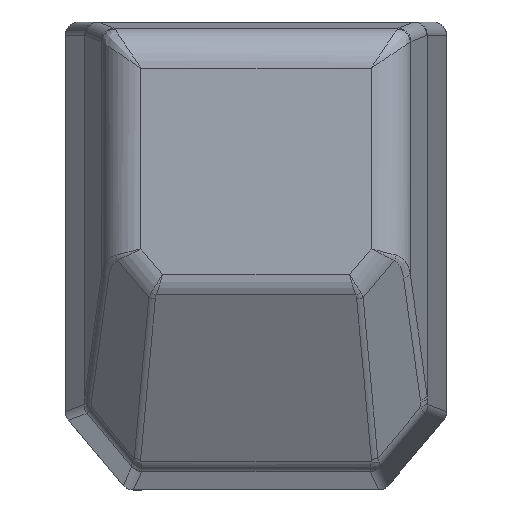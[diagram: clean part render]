
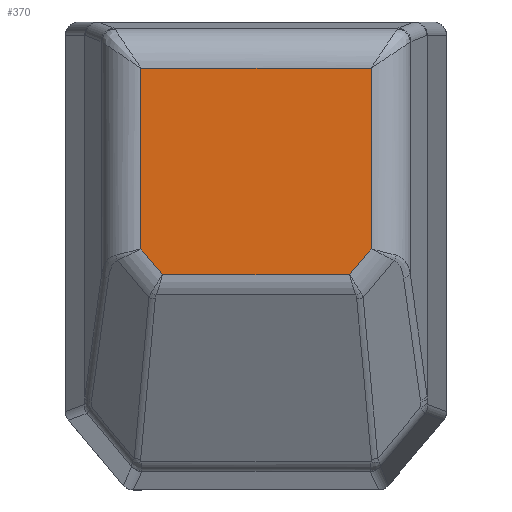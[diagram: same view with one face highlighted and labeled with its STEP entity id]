
A CAD part, left-side view. The second image highlights one B-rep face of the part: STEP entity #370.
In plain terms, the highlighted planar face has unit normal (-1, 0, 0).
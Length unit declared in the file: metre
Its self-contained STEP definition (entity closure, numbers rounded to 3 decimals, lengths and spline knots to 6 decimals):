
#19 = DIRECTION ( 'NONE',  ( 0., 0.643, -0.766 ) ) ;
#22 = VECTOR ( 'NONE', #3360, 1. ) ;
#238 = VECTOR ( 'NONE', #6413, 1. ) ;
#249 = VECTOR ( 'NONE', #5989, 1. ) ;
#286 = VERTEX_POINT ( 'NONE', #2771 ) ;
#323 = EDGE_CURVE ( 'NONE', #286, #4823, #6315, .T. ) ;
#370 = ADVANCED_FACE ( 'NONE', ( #6236 ), #1098, .F. ) ;
#636 = LINE ( 'NONE', #2160, #2549 ) ;
#883 = VECTOR ( 'NONE', #5406, 1. ) ;
#893 = VERTEX_POINT ( 'NONE', #1357 ) ;
#1098 = PLANE ( 'NONE',  #4528 ) ;
#1169 = DIRECTION ( 'NONE',  ( 0., 0.643, 0.766 ) ) ;
#1341 = CARTESIAN_POINT ( 'NONE',  ( -17.55, -0.860349, -0.79526 ) ) ;
#1357 = CARTESIAN_POINT ( 'NONE',  ( -17.55, -0.698414, -2.340168 ) ) ;
#1855 = CARTESIAN_POINT ( 'NONE',  ( -17.55, 0.769658, -2.340168 ) ) ;
#1872 = ORIENTED_EDGE ( 'NONE', *, *, #5878, .F. ) ;
#1942 = LINE ( 'NONE', #1855, #883 ) ;
#1954 = LINE ( 'NONE', #3362, #238 ) ;
#2126 = ORIENTED_EDGE ( 'NONE', *, *, #3533, .F. ) ;
#2160 = CARTESIAN_POINT ( 'NONE',  ( -17.55, 1.018611, -1.958573 ) ) ;
#2203 = VERTEX_POINT ( 'NONE', #5466 ) ;
#2429 = LINE ( 'NONE', #6467, #3758 ) ;
#2515 = ORIENTED_EDGE ( 'NONE', *, *, #4081, .F. ) ;
#2549 = VECTOR ( 'NONE', #1169, 1. ) ;
#2576 = ORIENTED_EDGE ( 'NONE', *, *, #6468, .F. ) ;
#2771 = CARTESIAN_POINT ( 'NONE',  ( -17.55, 0.860349, -0.79526 ) ) ;
#2879 = ORIENTED_EDGE ( 'NONE', *, *, #323, .F. ) ;
#3087 = DIRECTION ( 'NONE',  ( 0., 1., 0. ) ) ;
#3360 = DIRECTION ( 'NONE',  ( 0., -1., 0. ) ) ;
#3362 = CARTESIAN_POINT ( 'NONE',  ( -17.55, 0.860349, -0.520552 ) ) ;
#3533 = EDGE_CURVE ( 'NONE', #4328, #893, #2429, .T. ) ;
#3720 = CARTESIAN_POINT ( 'NONE',  ( -17.55, 0., 0. ) ) ;
#3758 = VECTOR ( 'NONE', #19, 1. ) ;
#3963 = CARTESIAN_POINT ( 'NONE',  ( -17.55, -0.860349, -2.026866 ) ) ;
#4081 = EDGE_CURVE ( 'NONE', #2203, #4730, #636, .T. ) ;
#4247 = CARTESIAN_POINT ( 'NONE',  ( -17.55, 0.860349, -2.147182 ) ) ;
#4328 = VERTEX_POINT ( 'NONE', #5629 ) ;
#4528 = AXIS2_PLACEMENT_3D ( 'NONE', #3720, #5626, #3087 ) ;
#4730 = VERTEX_POINT ( 'NONE', #4247 ) ;
#4781 = CARTESIAN_POINT ( 'NONE',  ( -17.55, -1.1, -0.79526 ) ) ;
#4823 = VERTEX_POINT ( 'NONE', #1341 ) ;
#4872 = ORIENTED_EDGE ( 'NONE', *, *, #4924, .F. ) ;
#4924 = EDGE_CURVE ( 'NONE', #4730, #286, #1954, .T. ) ;
#4963 = LINE ( 'NONE', #3963, #249 ) ;
#5387 = EDGE_LOOP ( 'NONE', ( #2126, #1872, #2879, #4872, #2515, #2576 ) ) ;
#5406 = DIRECTION ( 'NONE',  ( 0., 1., 0. ) ) ;
#5466 = CARTESIAN_POINT ( 'NONE',  ( -17.55, 0.698414, -2.340168 ) ) ;
#5626 = DIRECTION ( 'NONE',  ( 1., 0., 0. ) ) ;
#5629 = CARTESIAN_POINT ( 'NONE',  ( -17.55, -0.860349, -2.147182 ) ) ;
#5878 = EDGE_CURVE ( 'NONE', #4823, #4328, #4963, .T. ) ;
#5989 = DIRECTION ( 'NONE',  ( 0., 0., -1. ) ) ;
#6236 = FACE_OUTER_BOUND ( 'NONE', #5387, .T. ) ;
#6315 = LINE ( 'NONE', #4781, #22 ) ;
#6413 = DIRECTION ( 'NONE',  ( 0., 0., 1. ) ) ;
#6467 = CARTESIAN_POINT ( 'NONE',  ( -17.55, -0.688269, -2.352259 ) ) ;
#6468 = EDGE_CURVE ( 'NONE', #893, #2203, #1942, .T. ) ;
